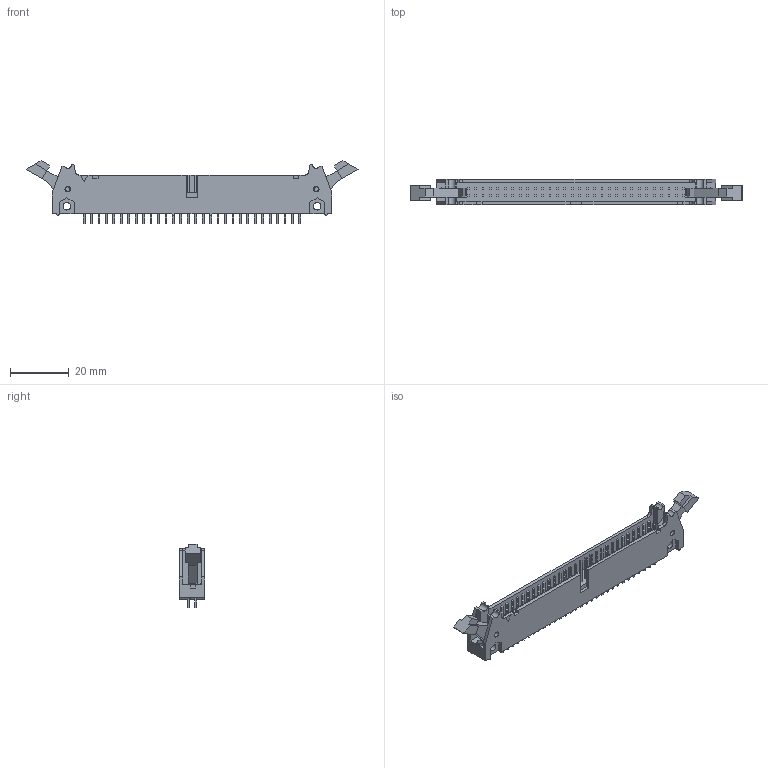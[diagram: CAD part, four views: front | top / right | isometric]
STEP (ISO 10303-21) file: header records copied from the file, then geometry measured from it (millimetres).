
FILE_DESCRIPTION(/* description */ (''),/* implementation_level */ '2;1');
FILE_NAME(/* name */ '3M_3372-6202RB.stp',/* time_stamp */ '2016-07-20T14:00:40+02:00',/* author */ ('riccim'),/* organization */ ('Unknown'),/* preprocessor_version */ 'ST-DEVELOPER v15.5',/* originating_system */ 'AutoCAD Mechanical',/* authorisation */ ' ');
FILE_SCHEMA (('AUTOMOTIVE_DESIGN { 1 0 10303 214 3 1 1 }'));
Length unit declared in the file: millimetre
Products named in the file (1): Product
Bounding box: 113.36 x 8.64 x 21.53 mm (x, y, z)
Volume: 6907.5 mm3; surface area: 8518.9 mm2
Topology: 123 solids, 123 shells, 890 faces, 1914 edges, 1270 vertices
Faces by surface type: plane 855, cylinder 35
Full cylindrical faces by diameter (mm): 1.575 x2, 1.905 x2, 2.54 x4
Entity records: 23552 total; most frequent: CARTESIAN_POINT 4132, ORIENTED_EDGE 3802, DIRECTION 3743, EDGE_CURVE 1901, LINE 1831, VECTOR 1831, VERTEX_POINT 1266, AXIS2_PLACEMENT_3D 956
